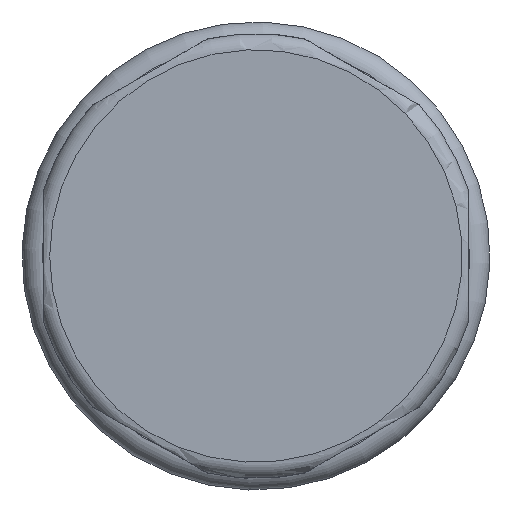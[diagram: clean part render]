
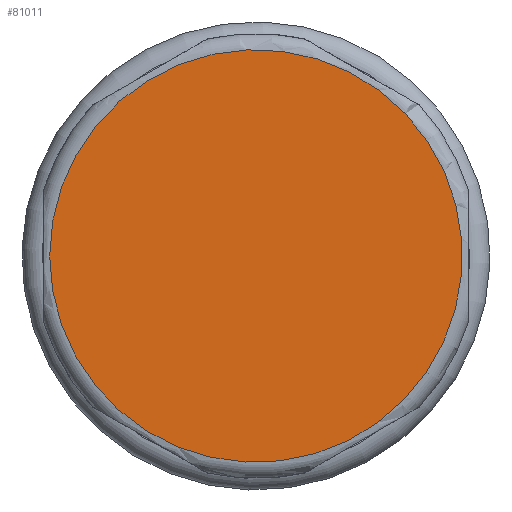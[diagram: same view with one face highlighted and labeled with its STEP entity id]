
A CAD part, left-side view. The second image highlights one B-rep face of the part: STEP entity #81011.
In plain terms, the highlighted planar face has unit normal (-1, 0, 0).
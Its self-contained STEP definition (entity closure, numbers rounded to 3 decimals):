
#80918=CARTESIAN_POINT('',(0.,10.2,0.0));
#80919=VERTEX_POINT('',#80918);
#80920=CARTESIAN_POINT('',(0.,0.0,0.0));
#80921=DIRECTION('',(1.0,0.0,0.0));
#80922=DIRECTION('',(0.0,-1.0,0.0));
#80923=AXIS2_PLACEMENT_3D('',#80920,#80921,#80922);
#80924=CIRCLE('',#80923,10.2);
#80925=EDGE_CURVE('',#80919,#80919,#80924,.T.);
#81003=CARTESIAN_POINT('',(0.,8.75,0.0));
#81004=DIRECTION('',(-1.0,0.0,0.0));
#81005=DIRECTION('',(0.0,0.0,1.0));
#81006=AXIS2_PLACEMENT_3D('',#81003,#81004,#81005);
#81007=PLANE('',#81006);
#81008=ORIENTED_EDGE('',*,*,#80925,.F.);
#81009=EDGE_LOOP('',(#81008));
#81010=FACE_OUTER_BOUND('',#81009,.T.);
#81011=ADVANCED_FACE('',(#81010),#81007,.T.);
